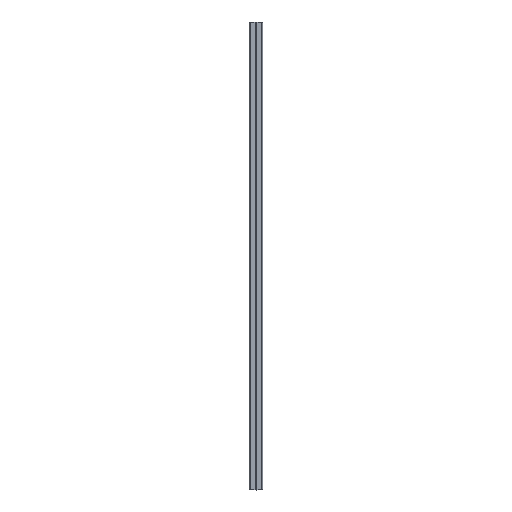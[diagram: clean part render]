
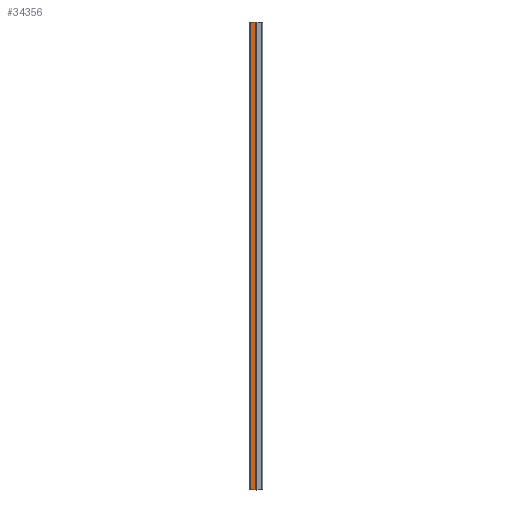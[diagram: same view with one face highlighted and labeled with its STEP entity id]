
A CAD part, left-side view. The second image highlights one B-rep face of the part: STEP entity #34356.
In plain terms, the highlighted planar face has unit normal (-1, 0, 0).
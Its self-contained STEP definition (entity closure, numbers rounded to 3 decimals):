
#2306 = DIRECTION ( 'NONE',  ( 0., 0., -1. ) ) ;
#3833 = EDGE_LOOP ( 'NONE', ( #10244, #47096, #31446, #8695 ) ) ;
#4961 = VECTOR ( 'NONE', #7270, 1000. ) ;
#7270 = DIRECTION ( 'NONE',  ( 0., 1., 0. ) ) ;
#7374 = PLANE ( 'NONE',  #53107 ) ;
#7390 = CARTESIAN_POINT ( 'NONE',  ( -20.5, 3., 0. ) ) ;
#8249 = CARTESIAN_POINT ( 'NONE',  ( -20.5, 18., -1500. ) ) ;
#8695 = ORIENTED_EDGE ( 'NONE', *, *, #10237, .T. ) ;
#9938 = VERTEX_POINT ( 'NONE', #8249 ) ;
#10237 = EDGE_CURVE ( 'NONE', #34247, #40529, #43989, .T. ) ;
#10244 = ORIENTED_EDGE ( 'NONE', *, *, #44632, .T. ) ;
#11855 = DIRECTION ( 'NONE',  ( 1., 0., 0. ) ) ;
#12113 = LINE ( 'NONE', #22929, #38698 ) ;
#14754 = LINE ( 'NONE', #51819, #4961 ) ;
#16299 = VECTOR ( 'NONE', #41076, 1000. ) ;
#18752 = CARTESIAN_POINT ( 'NONE',  ( -20.5, 3., -750. ) ) ;
#22929 = CARTESIAN_POINT ( 'NONE',  ( -20.5, 18., -750. ) ) ;
#25334 = EDGE_CURVE ( 'NONE', #34247, #9938, #29578, .T. ) ;
#27769 = CARTESIAN_POINT ( 'NONE',  ( -20.5, 18., 0. ) ) ;
#28964 = CARTESIAN_POINT ( 'NONE',  ( -20.5, 0., -1500. ) ) ;
#29578 = LINE ( 'NONE', #28964, #16299 ) ;
#29835 = CARTESIAN_POINT ( 'NONE',  ( -20.5, 0., -750. ) ) ;
#31446 = ORIENTED_EDGE ( 'NONE', *, *, #25334, .F. ) ;
#31934 = DIRECTION ( 'NONE',  ( 0., 0., 1. ) ) ;
#34247 = VERTEX_POINT ( 'NONE', #55272 ) ;
#34356 = ADVANCED_FACE ( 'NONE', ( #49476 ), #7374, .F. ) ;
#36563 = DIRECTION ( 'NONE',  ( 0., 0., 1. ) ) ;
#38698 = VECTOR ( 'NONE', #31934, 1000. ) ;
#40529 = VERTEX_POINT ( 'NONE', #7390 ) ;
#41076 = DIRECTION ( 'NONE',  ( 0., 1., 0. ) ) ;
#43989 = LINE ( 'NONE', #18752, #51680 ) ;
#44632 = EDGE_CURVE ( 'NONE', #40529, #52285, #14754, .T. ) ;
#47096 = ORIENTED_EDGE ( 'NONE', *, *, #48093, .F. ) ;
#48093 = EDGE_CURVE ( 'NONE', #9938, #52285, #12113, .T. ) ;
#49476 = FACE_OUTER_BOUND ( 'NONE', #3833, .T. ) ;
#51680 = VECTOR ( 'NONE', #36563, 1000. ) ;
#51819 = CARTESIAN_POINT ( 'NONE',  ( -20.5, 0., 0. ) ) ;
#52285 = VERTEX_POINT ( 'NONE', #27769 ) ;
#53107 = AXIS2_PLACEMENT_3D ( 'NONE', #29835, #11855, #2306 ) ;
#55272 = CARTESIAN_POINT ( 'NONE',  ( -20.5, 3., -1500. ) ) ;
